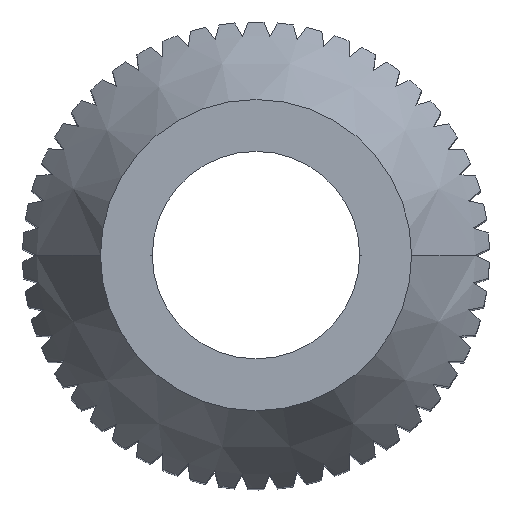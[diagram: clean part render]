
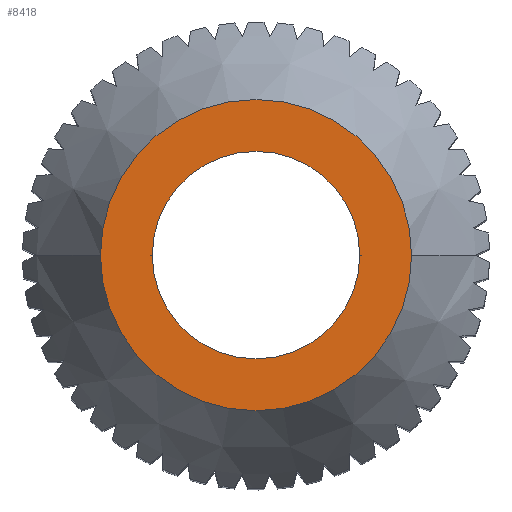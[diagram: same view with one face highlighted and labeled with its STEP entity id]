
A CAD part, top view. The second image highlights one B-rep face of the part: STEP entity #8418.
In plain terms, the highlighted planar face has unit normal (0, 0, 1).
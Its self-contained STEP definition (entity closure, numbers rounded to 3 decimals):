
#177 = ORIENTED_EDGE ( 'NONE', *, *, #9268, .F. ) ;
#236 = EDGE_CURVE ( 'NONE', #3204, #1699, #2521, .T. ) ;
#268 = ORIENTED_EDGE ( 'NONE', *, *, #236, .F. ) ;
#701 = DIRECTION ( 'NONE',  ( 0., 0., 1. ) ) ;
#1246 = CARTESIAN_POINT ( 'NONE',  ( -3., 0., 9.54 ) ) ;
#1699 = VERTEX_POINT ( 'NONE', #1246 ) ;
#1787 = CIRCLE ( 'NONE', #6494, 2. ) ;
#1866 = CIRCLE ( 'NONE', #3744, 2. ) ;
#2093 = CARTESIAN_POINT ( 'NONE',  ( 0., 0., 9.54 ) ) ;
#2213 = DIRECTION ( 'NONE',  ( 0., 0., -1. ) ) ;
#2521 = CIRCLE ( 'NONE', #7471, 3. ) ;
#2742 = CARTESIAN_POINT ( 'NONE',  ( -2., 0., 9.54 ) ) ;
#2829 = DIRECTION ( 'NONE',  ( -1., 0., 0. ) ) ;
#2841 = ORIENTED_EDGE ( 'NONE', *, *, #3063, .T. ) ;
#3063 = EDGE_CURVE ( 'NONE', #8346, #8942, #1787, .T. ) ;
#3204 = VERTEX_POINT ( 'NONE', #3272 ) ;
#3272 = CARTESIAN_POINT ( 'NONE',  ( 3., 0., 9.54 ) ) ;
#3333 = CARTESIAN_POINT ( 'NONE',  ( 0., 0., 9.54 ) ) ;
#3627 = EDGE_LOOP ( 'NONE', ( #6634, #2841 ) ) ;
#3744 = AXIS2_PLACEMENT_3D ( 'NONE', #2093, #7078, #2829 ) ;
#3822 = DIRECTION ( 'NONE',  ( 0., 0., -1. ) ) ;
#4051 = DIRECTION ( 'NONE',  ( -1., 0., 0. ) ) ;
#4214 = FACE_BOUND ( 'NONE', #3627, .T. ) ;
#4979 = CIRCLE ( 'NONE', #5716, 3. ) ;
#5667 = CARTESIAN_POINT ( 'NONE',  ( 0., 3., 9.54 ) ) ;
#5716 = AXIS2_PLACEMENT_3D ( 'NONE', #6497, #2213, #7188 ) ;
#6494 = AXIS2_PLACEMENT_3D ( 'NONE', #3333, #8320, #4051 ) ;
#6497 = CARTESIAN_POINT ( 'NONE',  ( 0., 0., 9.54 ) ) ;
#6634 = ORIENTED_EDGE ( 'NONE', *, *, #7908, .T. ) ;
#6947 = EDGE_LOOP ( 'NONE', ( #177, #268 ) ) ;
#7005 = CARTESIAN_POINT ( 'NONE',  ( 2., 0., 9.54 ) ) ;
#7078 = DIRECTION ( 'NONE',  ( 0., 0., -1. ) ) ;
#7098 = PLANE ( 'NONE',  #7199 ) ;
#7188 = DIRECTION ( 'NONE',  ( -1., 0., 0. ) ) ;
#7199 = AXIS2_PLACEMENT_3D ( 'NONE', #5667, #701, #7816 ) ;
#7471 = AXIS2_PLACEMENT_3D ( 'NONE', #8097, #3822, #8812 ) ;
#7772 = FACE_OUTER_BOUND ( 'NONE', #6947, .T. ) ;
#7816 = DIRECTION ( 'NONE',  ( 1., 0., 0. ) ) ;
#7908 = EDGE_CURVE ( 'NONE', #8942, #8346, #1866, .T. ) ;
#8097 = CARTESIAN_POINT ( 'NONE',  ( 0., 0., 9.54 ) ) ;
#8320 = DIRECTION ( 'NONE',  ( 0., 0., -1. ) ) ;
#8346 = VERTEX_POINT ( 'NONE', #7005 ) ;
#8418 = ADVANCED_FACE ( 'NONE', ( #4214, #7772 ), #7098, .T. ) ;
#8812 = DIRECTION ( 'NONE',  ( -1., 0., 0. ) ) ;
#8942 = VERTEX_POINT ( 'NONE', #2742 ) ;
#9268 = EDGE_CURVE ( 'NONE', #1699, #3204, #4979, .T. ) ;
